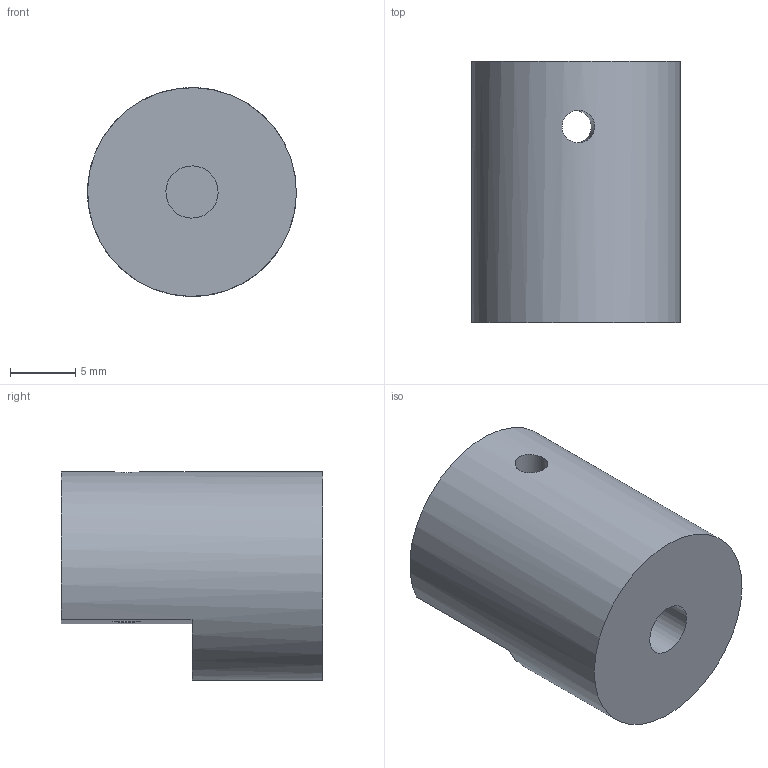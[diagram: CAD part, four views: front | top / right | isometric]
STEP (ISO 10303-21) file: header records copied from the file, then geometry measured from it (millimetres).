
FILE_DESCRIPTION(/* description */ (''),/* implementation_level */ '2;1');
FILE_NAME(/* name */ 'tie_cyl_x3.stp',/* time_stamp */ '2013-07-12T10:44:44+02:00',/* author */ (''),/* organization */ (''),/* preprocessor_version */ 'ST-DEVELOPER v14',/* originating_system */ 'SIEMENS PLM Software NX 8.0',/* authorisation */ '');
FILE_SCHEMA (('CONFIG_CONTROL_DESIGN'));
Length unit declared in the file: millimetre
Products named in the file (1): tie cylinder test
Bounding box: 16 x 20 x 16 mm (x, y, z)
Volume: 3375.3 mm3; surface area: 1578.2 mm2
Topology: 1 solids, 1 shells, 8 faces, 15 edges, 10 vertices
Faces by surface type: plane 5, cylinder 3
Full cylindrical faces by diameter (mm): 2.5 x1, 4 x1, 16 x1
Entity records: 339 total; most frequent: CARTESIAN_POINT 89, DIRECTION 37, ORIENTED_EDGE 26, AXIS2_PLACEMENT_3D 16, EDGE_LOOP 13, EDGE_CURVE 13, FACE_BOUND 10, VERTEX_POINT 10
